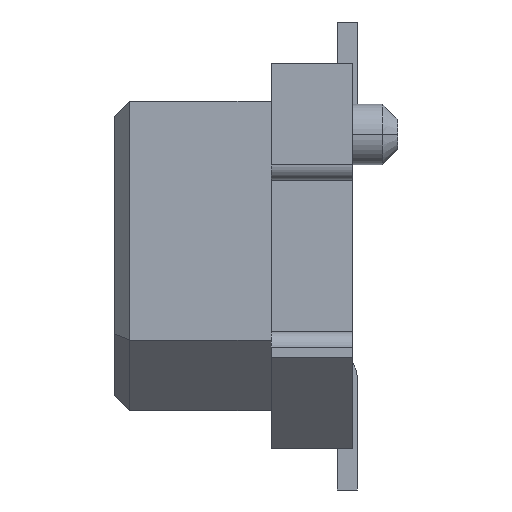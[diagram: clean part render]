
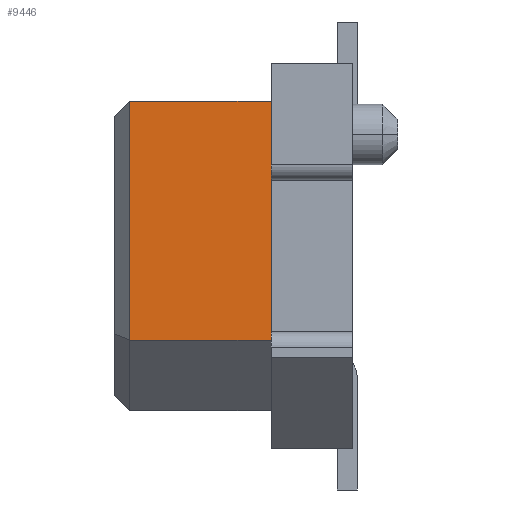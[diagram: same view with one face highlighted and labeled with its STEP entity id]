
A CAD part, left-side view. The second image highlights one B-rep face of the part: STEP entity #9446.
In plain terms, the highlighted planar face has unit normal (-1, 0, 0).
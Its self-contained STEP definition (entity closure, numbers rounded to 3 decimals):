
#681=DIRECTION('',(0.,0.,1.));
#682=VECTOR('',#681,2.36);
#683=CARTESIAN_POINT('',(-3.4,2.2,-0.83));
#684=LINE('',#683,#682);
#685=DIRECTION('',(0.,0.,-1.));
#686=VECTOR('',#685,2.36);
#687=CARTESIAN_POINT('',(-3.4,0.8,1.53));
#688=LINE('',#687,#686);
#689=DIRECTION('',(0.,1.,0.));
#690=VECTOR('',#689,1.4);
#691=CARTESIAN_POINT('',(-3.4,0.8,-0.83));
#692=LINE('',#691,#690);
#705=DIRECTION('',(0.,1.,0.));
#706=VECTOR('',#705,1.4);
#707=CARTESIAN_POINT('',(-3.4,0.8,1.53));
#708=LINE('',#707,#706);
#6888=CARTESIAN_POINT('',(-3.4,0.8,1.53));
#6890=VERTEX_POINT('',#6888);
#6897=CARTESIAN_POINT('',(-3.4,0.8,-0.83));
#6898=VERTEX_POINT('',#6897);
#7203=CARTESIAN_POINT('',(-3.4,2.2,1.53));
#7204=VERTEX_POINT('',#7203);
#7205=CARTESIAN_POINT('',(-3.4,2.2,-0.83));
#7206=VERTEX_POINT('',#7205);
#9434=CARTESIAN_POINT('',(-3.4,1.5,0.35));
#9435=DIRECTION('',(1.,0.,0.));
#9436=DIRECTION('',(0.,0.,-1.));
#9437=AXIS2_PLACEMENT_3D('',#9434,#9435,#9436);
#9438=PLANE('',#9437);
#9439=ORIENTED_EDGE('',*,*,#9317,.T.);
#9441=ORIENTED_EDGE('',*,*,#9440,.F.);
#9442=ORIENTED_EDGE('',*,*,#8376,.T.);
#9443=ORIENTED_EDGE('',*,*,#9426,.T.);
#9444=EDGE_LOOP('',(#9439,#9441,#9442,#9443));
#9445=FACE_OUTER_BOUND('',#9444,.F.);
#9446=ADVANCED_FACE('',(#9445),#9438,.F.);
#8376=EDGE_CURVE('',#6890,#6898,#688,.T.);
#9317=EDGE_CURVE('',#7206,#7204,#684,.T.);
#9426=EDGE_CURVE('',#6898,#7206,#692,.T.);
#9440=EDGE_CURVE('',#6890,#7204,#708,.T.);
